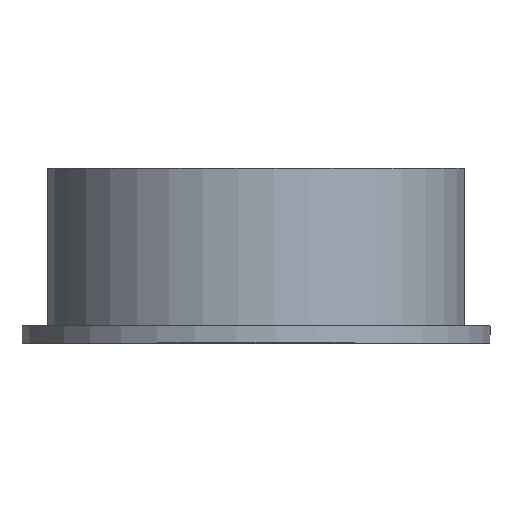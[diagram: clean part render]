
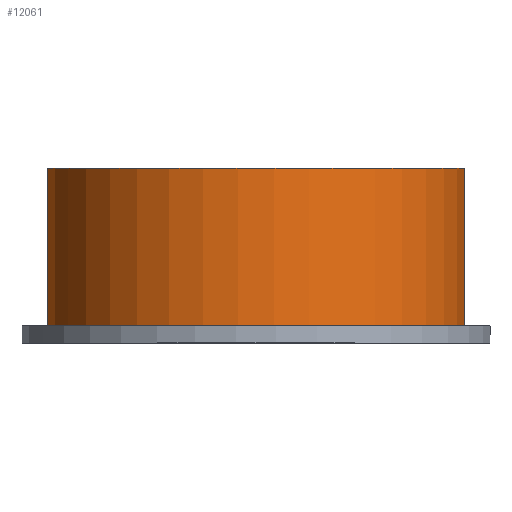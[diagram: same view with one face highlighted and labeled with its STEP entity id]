
A CAD part, top view. The second image highlights one B-rep face of the part: STEP entity #12061.
In plain terms, the highlighted cylindrical face has radius 120 mm (diameter 240 mm), a partial arc.
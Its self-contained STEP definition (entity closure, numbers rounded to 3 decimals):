
#953=CYLINDRICAL_SURFACE('',#12792,120.);
#1000=CIRCLE('',#12793,120.);
#1001=CIRCLE('',#12794,120.);
#1178=FACE_OUTER_BOUND('',#1883,.T.);
#1883=EDGE_LOOP('',(#8078,#8079,#8080,#8081));
#2671=LINE('',#15383,#3812);
#2684=LINE('',#15418,#3825);
#3812=VECTOR('',#13300,10.);
#3825=VECTOR('',#13331,10.);
#4959=VERTEX_POINT('',#15380);
#4960=VERTEX_POINT('',#15382);
#4972=VERTEX_POINT('',#15415);
#4973=VERTEX_POINT('',#15417);
#6193=EDGE_CURVE('',#4960,#4959,#2671,.T.);
#6210=EDGE_CURVE('',#4972,#4959,#1000,.T.);
#6211=EDGE_CURVE('',#4972,#4973,#2684,.T.);
#6212=EDGE_CURVE('',#4973,#4960,#1001,.T.);
#8078=ORIENTED_EDGE('',*,*,#6193,.T.);
#8079=ORIENTED_EDGE('',*,*,#6210,.F.);
#8080=ORIENTED_EDGE('',*,*,#6211,.T.);
#8081=ORIENTED_EDGE('',*,*,#6212,.T.);
#12061=ADVANCED_FACE('',(#1178),#953,.T.);
#12792=AXIS2_PLACEMENT_3D('',#15414,#13327,#13328);
#12793=AXIS2_PLACEMENT_3D('',#15416,#13329,#13330);
#12794=AXIS2_PLACEMENT_3D('',#15419,#13332,#13333);
#13300=DIRECTION('',(0.,1.,0.));
#13327=DIRECTION('center_axis',(0.,1.,0.));
#13328=DIRECTION('ref_axis',(0.,0.,
1.));
#13329=DIRECTION('center_axis',(0.,1.,0.));
#13330=DIRECTION('ref_axis',(1.,0.,0.));
#13331=DIRECTION('',(0.,-1.,0.));
#13332=DIRECTION('center_axis',(0.,1.,0.));
#13333=DIRECTION('ref_axis',(-1.,0.,0.));
#15380=CARTESIAN_POINT('',(215.596,149.109,-309.531));
#15382=CARTESIAN_POINT('',(215.596,58.609,-309.531));
#15383=CARTESIAN_POINT('',(215.596,53.609,-309.531));
#15414=CARTESIAN_POINT('Origin',(180.596,53.609,-194.748));
#15415=CARTESIAN_POINT('',(145.596,149.109,-309.531));
#15416=CARTESIAN_POINT('Origin',(180.596,149.109,-194.748));
#15417=CARTESIAN_POINT('',(145.596,58.609,-309.531));
#15418=CARTESIAN_POINT('',(145.596,53.609,-309.531));
#15419=CARTESIAN_POINT('Origin',(180.596,58.609,-194.748));
